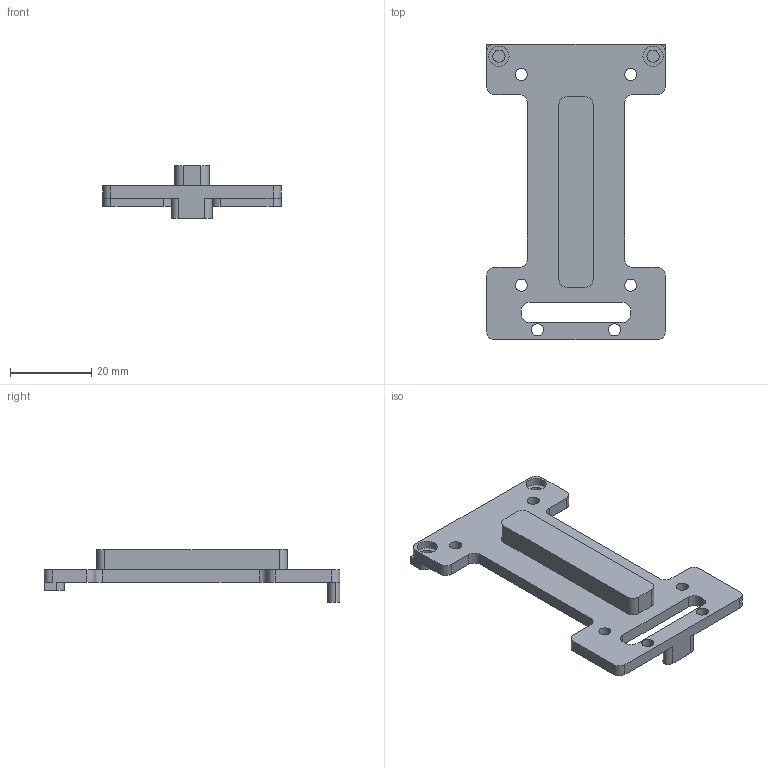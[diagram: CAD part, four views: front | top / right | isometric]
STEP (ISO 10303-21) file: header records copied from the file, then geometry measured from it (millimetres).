
FILE_DESCRIPTION(/* description */ ('Unknown'),/* implementation_level */ '2;1');
FILE_NAME(/* name */ 'Adapterplatte_Porsche',/* time_stamp */ '2025-06-23T14:00:40+02:00',/* author */ ('Unknown'),/* organization */ ('Unknown'),/* preprocessor_version */ 'ST-DEVELOPER v18.102',/* originating_system */ 'Solid Edge',/* authorisation */ 'Unknown');
FILE_SCHEMA (('AUTOMOTIVE_DESIGN {1 0 10303 214 3 1 1}'));
Length unit declared in the file: millimetre
Products named in the file (1): Adapterplatte_Porsche
Bounding box: 44 x 73 x 13 mm (x, y, z)
Volume: 8890.6 mm3; surface area: 6413 mm2
Topology: 1 solids, 1 shells, 77 faces, 212 edges, 142 vertices
Faces by surface type: cylinder 40, plane 37
Full cylindrical faces by diameter (mm): 3 x8, 5 x2
Entity records: 2472 total; most frequent: DIRECTION 436, CARTESIAN_POINT 418, ORIENTED_EDGE 400, EDGE_CURVE 200, AXIS2_PLACEMENT_3D 158, VERTEX_POINT 140, LINE 120, VECTOR 120
